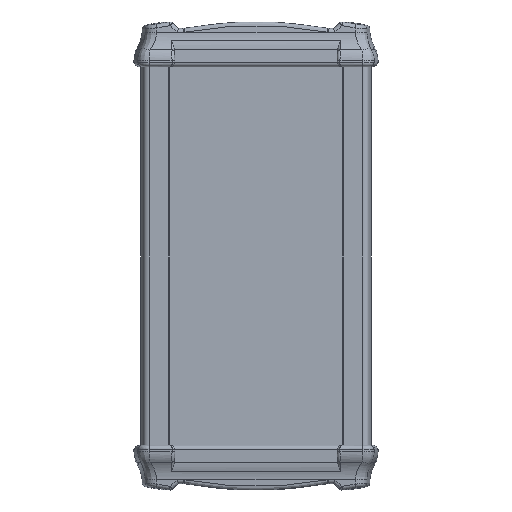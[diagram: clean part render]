
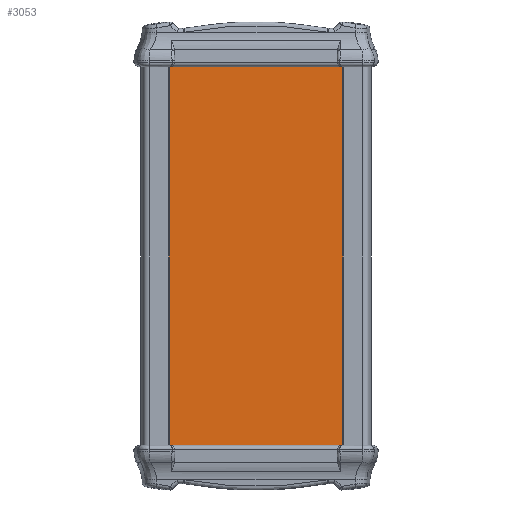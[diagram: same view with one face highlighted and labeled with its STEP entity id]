
A CAD part, front view. The second image highlights one B-rep face of the part: STEP entity #3053.
In plain terms, the highlighted planar face has unit normal (0, -1, 0).
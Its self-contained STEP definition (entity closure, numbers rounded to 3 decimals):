
#2997=CARTESIAN_POINT('',(22.,-9.5,25.0));
#2998=VERTEX_POINT('',#2997);
#3005=CARTESIAN_POINT('',(22.,-9.5,-75.0));
#3006=VERTEX_POINT('',#3005);
#3007=CARTESIAN_POINT('',(22.,-9.5,-75.0));
#3008=DIRECTION('',(0.0,0.0,1.0));
#3009=VECTOR('',#3008,100.0);
#3010=LINE('',#3007,#3009);
#3011=EDGE_CURVE('',#3006,#2998,#3010,.T.);
#3023=CARTESIAN_POINT('',(22.,-9.5,-75.0));
#3024=DIRECTION('',(0.0,-1.0,0.0));
#3025=DIRECTION('',(0.0,0.0,-1.0));
#3026=AXIS2_PLACEMENT_3D('',#3023,#3024,#3025);
#3027=PLANE('',#3026);
#3028=CARTESIAN_POINT('',(-22.,-9.5,25.0));
#3029=VERTEX_POINT('',#3028);
#3030=CARTESIAN_POINT('',(22.,-9.5,25.0));
#3031=DIRECTION('',(-1.0,0.0,0.0));
#3032=VECTOR('',#3031,44.);
#3033=LINE('',#3030,#3032);
#3034=EDGE_CURVE('',#2998,#3029,#3033,.T.);
#3035=ORIENTED_EDGE('',*,*,#3034,.T.);
#3036=CARTESIAN_POINT('',(-22.,-9.5,-75.0));
#3037=VERTEX_POINT('',#3036);
#3038=CARTESIAN_POINT('',(-22.,-9.5,-75.0));
#3039=DIRECTION('',(0.0,0.0,1.0));
#3040=VECTOR('',#3039,100.0);
#3041=LINE('',#3038,#3040);
#3042=EDGE_CURVE('',#3037,#3029,#3041,.T.);
#3043=ORIENTED_EDGE('',*,*,#3042,.F.);
#3044=CARTESIAN_POINT('',(22.,-9.5,-75.0));
#3045=DIRECTION('',(-1.0,0.0,0.0));
#3046=VECTOR('',#3045,44.);
#3047=LINE('',#3044,#3046);
#3048=EDGE_CURVE('',#3006,#3037,#3047,.T.);
#3049=ORIENTED_EDGE('',*,*,#3048,.F.);
#3050=ORIENTED_EDGE('',*,*,#3011,.T.);
#3051=EDGE_LOOP('',(#3035,#3043,#3049,#3050));
#3052=FACE_OUTER_BOUND('',#3051,.T.);
#3053=ADVANCED_FACE('',(#3052),#3027,.T.);
